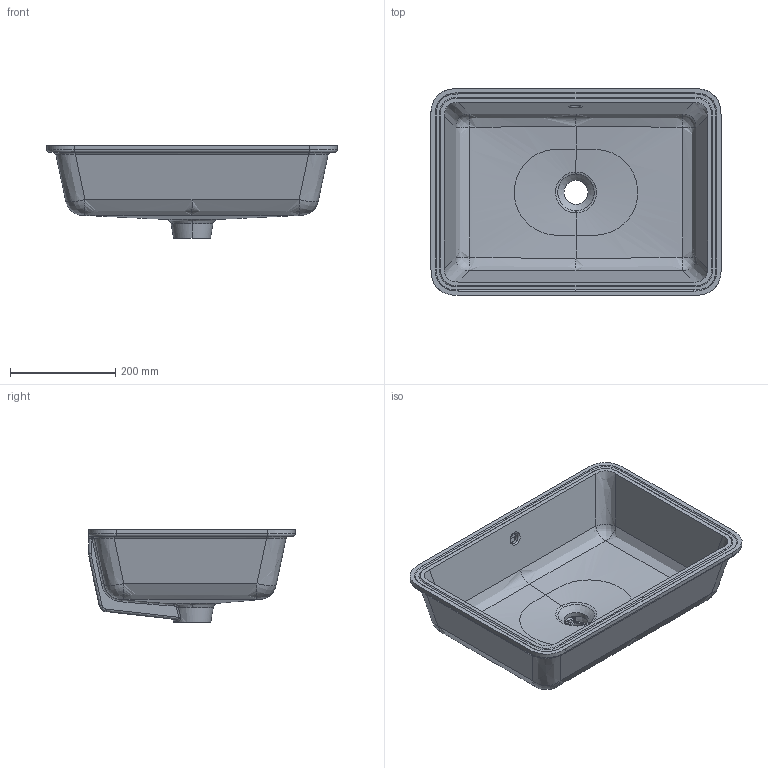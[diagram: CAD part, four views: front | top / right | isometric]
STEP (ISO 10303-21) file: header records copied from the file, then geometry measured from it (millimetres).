
FILE_DESCRIPTION (( 'STEP AP214' ), '1' );
FILE_NAME ('A3270YD00R.stp', '2024-12-20T03:01:43', ( '' ), ( '' ), 'SwSTEP 2.0', 'SolidWorks 2019', '' );
FILE_SCHEMA (( 'AUTOMOTIVE_DESIGN' ));
Length unit declared in the file: millimetre
Products named in the file (1): A3270YD00R
Bounding box: 551.97 x 393.02 x 176.53 mm (x, y, z)
Volume: 4714074.7 mm3; surface area: 790248.2 mm2
Topology: 1 solids, 1 shells, 243 faces, 594 edges, 351 vertices
Faces by surface type: bspline 194, plane 22, cylinder 18, sphere 6, cone 2, torus 1
Full cylindrical faces by diameter (mm): 20 x1, 46 x2
Entity records: 29917 total; most frequent: CARTESIAN_POINT 25869, ORIENTED_EDGE 1170, EDGE_CURVE 585, B_SPLINE_CURVE_WITH_KNOTS 427, VERTEX_POINT 350, DIRECTION 296, EDGE_LOOP 253, FACE_OUTER_BOUND 247
